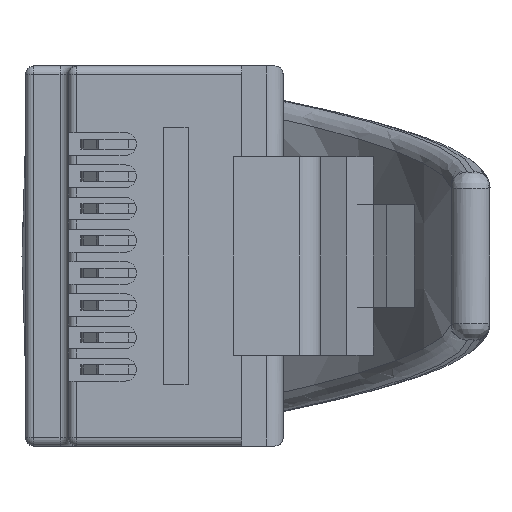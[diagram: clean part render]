
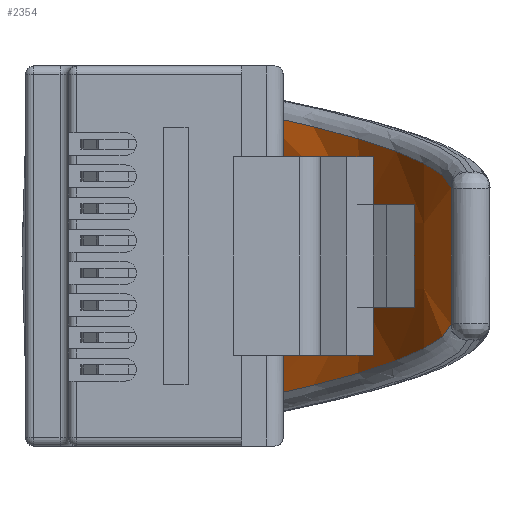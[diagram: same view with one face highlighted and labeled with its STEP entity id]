
A CAD part, left-side view. The second image highlights one B-rep face of the part: STEP entity #2354.
In plain terms, the highlighted free-form (B-spline) face has degree [3, 3] with [4, 4] control points.
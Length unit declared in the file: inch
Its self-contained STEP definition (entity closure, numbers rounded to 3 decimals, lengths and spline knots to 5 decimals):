
#67 = FACE_OUTER_BOUND ( 'NONE', #4080, .T. ) ;
#1358 = B_SPLINE_SURFACE_WITH_KNOTS ( 'NONE', 3, 3, ( 
 ( #12326, #12337, #12338, #12340 ),
 ( #12342, #12343, #12345, #12346 ),
 ( #12348, #12349, #12351, #12353 ),
 ( #12354, #12355, #12356, #12357 ) ),
 .UNSPECIFIED., .F., .F., .F.,
 ( 4, 4 ),
 ( 4, 4 ),
 ( 0.04696, 0.95304 ),
 ( 0., 0.95493 ),
 .UNSPECIFIED. ) ;
#2354 = ADVANCED_FACE ( 'NONE', ( #67 ), #1358, .T. ) ;
#2920 = VERTEX_POINT ( 'NONE', #5774 ) ;
#3332 = ORIENTED_EDGE ( 'NONE', *, *, #3832, .T. ) ;
#3333 = ORIENTED_EDGE ( 'NONE', *, *, #3849, .T. ) ;
#3334 = ORIENTED_EDGE ( 'NONE', *, *, #3839, .T. ) ;
#3335 = ORIENTED_EDGE ( 'NONE', *, *, #3850, .T. ) ;
#3533 = VERTEX_POINT ( 'NONE', #7544 ) ;
#3546 = VERTEX_POINT ( 'NONE', #7568 ) ;
#3563 = VERTEX_POINT ( 'NONE', #7584 ) ;
#3832 = EDGE_CURVE ( 'NONE', #2920, #3563, #10841, .T. ) ;
#3839 = EDGE_CURVE ( 'NONE', #3533, #3546, #10848, .T. ) ;
#3849 = EDGE_CURVE ( 'NONE', #3563, #3533, #10858, .T. ) ;
#3850 = EDGE_CURVE ( 'NONE', #3546, #2920, #10859, .T. ) ;
#4080 = EDGE_LOOP ( 'NONE', ( #3332, #3333, #3334, #3335 ) ) ;
#5774 = CARTESIAN_POINT ( 'NONE',  ( 0.0826, 0.35912, 0.50625 ) ) ;
#7544 = CARTESIAN_POINT ( 'NONE',  ( -0.17101, 0.12966, 0.11895 ) ) ;
#7568 = CARTESIAN_POINT ( 'NONE',  ( 0.17101, 0.12966, 0.11895 ) ) ;
#7584 = CARTESIAN_POINT ( 'NONE',  ( -0.0826, 0.35912, 0.50625 ) ) ;
#7633 = CARTESIAN_POINT ( 'NONE',  ( 0.0826, 0.35912, 0.50625 ) ) ;
#7635 = CARTESIAN_POINT ( 'NONE',  ( 0.02753, 0.35912, 0.50625 ) ) ;
#7646 = CARTESIAN_POINT ( 'NONE',  ( -0.02753, 0.35912, 0.50625 ) ) ;
#7647 = CARTESIAN_POINT ( 'NONE',  ( -0.0826, 0.35912, 0.50625 ) ) ;
#7720 = CARTESIAN_POINT ( 'NONE',  ( -0.057, 0.12966, 0.11895 ) ) ;
#7721 = CARTESIAN_POINT ( 'NONE',  ( -0.17101, 0.12966, 0.11895 ) ) ;
#7740 = CARTESIAN_POINT ( 'NONE',  ( 0.057, 0.12966, 0.11895 ) ) ;
#7741 = CARTESIAN_POINT ( 'NONE',  ( 0.17101, 0.12966, 0.11895 ) ) ;
#7823 = CARTESIAN_POINT ( 'NONE',  ( -0.08625, 0.35811, 0.48661 ) ) ;
#7824 = CARTESIAN_POINT ( 'NONE',  ( -0.0826, 0.35912, 0.50625 ) ) ;
#7841 = CARTESIAN_POINT ( 'NONE',  ( 0.16738, 0.14639, 0.12927 ) ) ;
#7842 = CARTESIAN_POINT ( 'NONE',  ( 0.17101, 0.12966, 0.11895 ) ) ;
#7843 = CARTESIAN_POINT ( 'NONE',  ( -0.0899, 0.35592, 0.46715 ) ) ;
#7844 = CARTESIAN_POINT ( 'NONE',  ( -0.09726, 0.34919, 0.4286 ) ) ;
#7845 = CARTESIAN_POINT ( 'NONE',  ( -0.10098, 0.34462, 0.4094 ) ) ;
#7846 = CARTESIAN_POINT ( 'NONE',  ( -0.11208, 0.32763, 0.35335 ) ) ;
#7847 = CARTESIAN_POINT ( 'NONE',  ( -0.11941, 0.312, 0.31789 ) ) ;
#7848 = CARTESIAN_POINT ( 'NONE',  ( -0.13056, 0.2822, 0.26757 ) ) ;
#7849 = CARTESIAN_POINT ( 'NONE',  ( -0.13431, 0.27113, 0.25123 ) ) ;
#7850 = CARTESIAN_POINT ( 'NONE',  ( -0.14172, 0.24737, 0.22035 ) ) ;
#7851 = CARTESIAN_POINT ( 'NONE',  ( -0.1454, 0.23464, 0.20572 ) ) ;
#7852 = CARTESIAN_POINT ( 'NONE',  ( -0.15273, 0.20749, 0.17807 ) ) ;
#7853 = CARTESIAN_POINT ( 'NONE',  ( -0.15638, 0.19308, 0.16504 ) ) ;
#7854 = CARTESIAN_POINT ( 'NONE',  ( -0.1637, 0.16254, 0.14064 ) ) ;
#7855 = CARTESIAN_POINT ( 'NONE',  ( -0.16739, 0.14632, 0.12923 ) ) ;
#7856 = CARTESIAN_POINT ( 'NONE',  ( -0.17101, 0.12966, 0.11895 ) ) ;
#7859 = CARTESIAN_POINT ( 'NONE',  ( 0.1637, 0.16254, 0.14064 ) ) ;
#7860 = CARTESIAN_POINT ( 'NONE',  ( 0.15638, 0.19308, 0.16504 ) ) ;
#7861 = CARTESIAN_POINT ( 'NONE',  ( 0.15273, 0.20749, 0.17807 ) ) ;
#7862 = CARTESIAN_POINT ( 'NONE',  ( 0.1454, 0.23464, 0.20572 ) ) ;
#7863 = CARTESIAN_POINT ( 'NONE',  ( 0.14172, 0.24737, 0.22035 ) ) ;
#7864 = CARTESIAN_POINT ( 'NONE',  ( 0.13431, 0.27113, 0.25123 ) ) ;
#7865 = CARTESIAN_POINT ( 'NONE',  ( 0.13056, 0.2822, 0.26757 ) ) ;
#7866 = CARTESIAN_POINT ( 'NONE',  ( 0.11941, 0.312, 0.31789 ) ) ;
#7867 = CARTESIAN_POINT ( 'NONE',  ( 0.11208, 0.32763, 0.35335 ) ) ;
#7868 = CARTESIAN_POINT ( 'NONE',  ( 0.10098, 0.34462, 0.4094 ) ) ;
#7869 = CARTESIAN_POINT ( 'NONE',  ( 0.09726, 0.34919, 0.4286 ) ) ;
#7870 = CARTESIAN_POINT ( 'NONE',  ( 0.0899, 0.35592, 0.46715 ) ) ;
#7871 = CARTESIAN_POINT ( 'NONE',  ( 0.08625, 0.35811, 0.48661 ) ) ;
#7872 = CARTESIAN_POINT ( 'NONE',  ( 0.0826, 0.35912, 0.50625 ) ) ;
#10841 = B_SPLINE_CURVE_WITH_KNOTS ( 'NONE', 3,
 ( #7633, #7635, #7646, #7647 ),
 .UNSPECIFIED., .F., .F.,
 ( 4, 4 ),
 ( 0.09745, 0.90255 ),
 .UNSPECIFIED. ) ;
#10848 = B_SPLINE_CURVE_WITH_KNOTS ( 'NONE', 3,
 ( #7721, #7720, #7740, #7741 ),
 .UNSPECIFIED., .F., .F.,
 ( 4, 4 ),
 ( 0.05234, 0.94766 ),
 .UNSPECIFIED. ) ;
#10858 = B_SPLINE_CURVE_WITH_KNOTS ( 'NONE', 3,
 ( #7824, #7823, #7843, #7844, #7845, #7846, #7847, #7848, #7849, #7850, #7851, #7852, #7853, #7854, #7855, #7856 ),
 .UNSPECIFIED., .F., .F.,
 ( 4, 2, 2, 2, 2, 2, 2, 4 ),
 ( 0., 0.00152, 0.00303, 0.00607, 0.00758, 0.0091, 0.01062, 0.01214 ),
 .UNSPECIFIED. ) ;
#10859 = B_SPLINE_CURVE_WITH_KNOTS ( 'NONE', 3,
 ( #7842, #7841, #7859, #7860, #7861, #7862, #7863, #7864, #7865, #7866, #7867, #7868, #7869, #7870, #7871, #7872 ),
 .UNSPECIFIED., .F., .F.,
 ( 4, 2, 2, 2, 2, 2, 2, 4 ),
 ( 0., 0.00152, 0.00305, 0.00457, 0.00609, 0.00914, 0.01066, 0.01218 ),
 .UNSPECIFIED. ) ;
#12326 = CARTESIAN_POINT ( 'NONE',  ( -0.17306, 0.12966, 0.11895 ) ) ;
#12337 = CARTESIAN_POINT ( 'NONE',  ( -0.14636, 0.26557, 0.20275 ) ) ;
#12338 = CARTESIAN_POINT ( 'NONE',  ( -0.11966, 0.35098, 0.34778 ) ) ;
#12340 = CARTESIAN_POINT ( 'NONE',  ( -0.09296, 0.35912, 0.50625 ) ) ;
#12342 = CARTESIAN_POINT ( 'NONE',  ( -0.05769, 0.12966, 0.11895 ) ) ;
#12343 = CARTESIAN_POINT ( 'NONE',  ( -0.04879, 0.26557, 0.20275 ) ) ;
#12345 = CARTESIAN_POINT ( 'NONE',  ( -0.03989, 0.35098, 0.34778 ) ) ;
#12346 = CARTESIAN_POINT ( 'NONE',  ( -0.03099, 0.35912, 0.50625 ) ) ;
#12348 = CARTESIAN_POINT ( 'NONE',  ( 0.05769, 0.12966, 0.11895 ) ) ;
#12349 = CARTESIAN_POINT ( 'NONE',  ( 0.04879, 0.26557, 0.20275 ) ) ;
#12351 = CARTESIAN_POINT ( 'NONE',  ( 0.03989, 0.35098, 0.34778 ) ) ;
#12353 = CARTESIAN_POINT ( 'NONE',  ( 0.03099, 0.35912, 0.50625 ) ) ;
#12354 = CARTESIAN_POINT ( 'NONE',  ( 0.17306, 0.12966, 0.11895 ) ) ;
#12355 = CARTESIAN_POINT ( 'NONE',  ( 0.14636, 0.26557, 0.20275 ) ) ;
#12356 = CARTESIAN_POINT ( 'NONE',  ( 0.11966, 0.35098, 0.34778 ) ) ;
#12357 = CARTESIAN_POINT ( 'NONE',  ( 0.09296, 0.35912, 0.50625 ) ) ;
